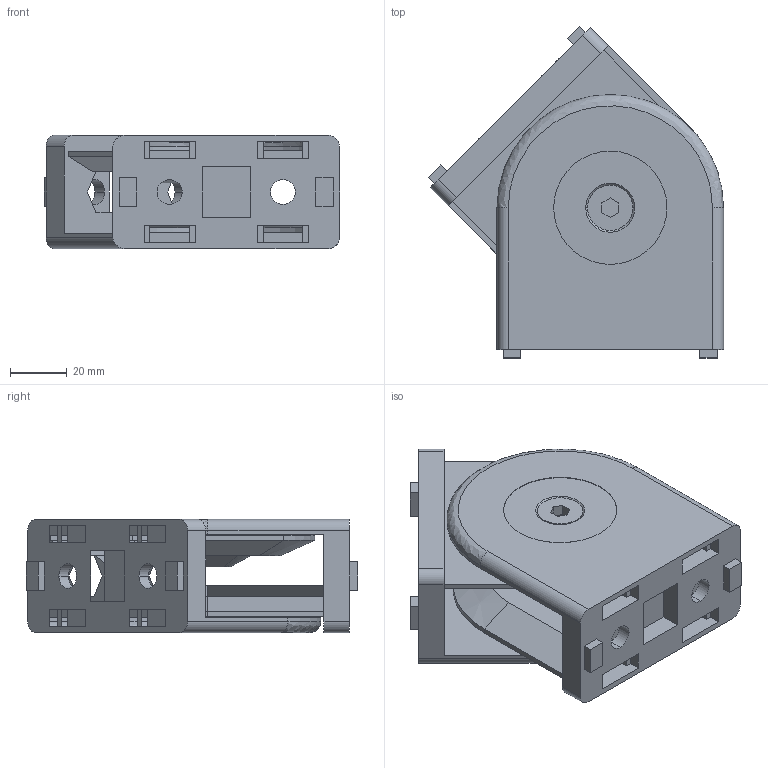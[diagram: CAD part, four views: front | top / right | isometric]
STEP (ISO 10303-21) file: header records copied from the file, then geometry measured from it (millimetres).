
FILE_DESCRIPTION (( 'STEP AP214' ), '1' );
FILE_NAME ('Transept Giltec-G80.STEP', '2013-01-29T20:44:19', ( 'Windows User' ), ( '' ), 'SwSTEP 2.0', 'SolidWorks 2013', '' );
FILE_SCHEMA (( 'AUTOMOTIVE_DESIGN' ));
Length unit declared in the file: millimetre
Products named in the file (1): Transept Giltec-G80
Bounding box: 104.21 x 117.21 x 40 mm (x, y, z)
Surface area: 56215.9 mm2 (no closed solid volume)
Topology: 0 solids, 6 shells, 190 faces, 573 edges, 388 vertices
Faces by surface type: plane 146, cylinder 31, cone 11, bspline 2
Entity records: 8478 total; most frequent: CARTESIAN_POINT 1188, DIRECTION 1043, ORIENTED_EDGE 1003, EDGE_CURVE 573, LINE 477, VECTOR 477, VERTEX_POINT 388, AXIS2_PLACEMENT_3D 283
